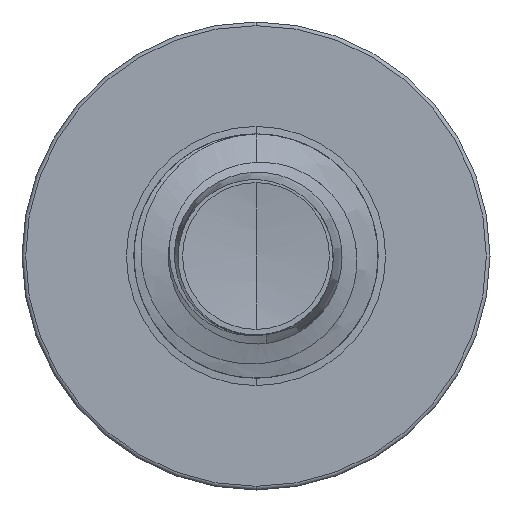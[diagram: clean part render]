
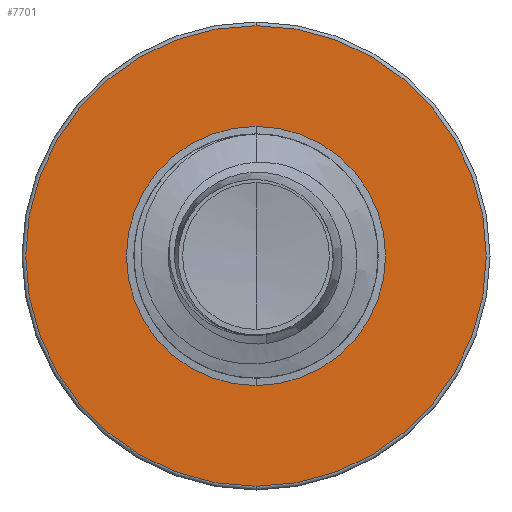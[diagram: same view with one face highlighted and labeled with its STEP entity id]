
A CAD part, front view. The second image highlights one B-rep face of the part: STEP entity #7701.
In plain terms, the highlighted planar face has unit normal (0, -1, 0).
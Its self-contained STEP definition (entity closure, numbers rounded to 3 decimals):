
#404 = CARTESIAN_POINT ( 'NONE',  ( 0., 3.5, 1.132 ) ) ;
#659 = ORIENTED_EDGE ( 'NONE', *, *, #1859, .T. ) ;
#760 = AXIS2_PLACEMENT_3D ( 'NONE', #1612, #12568, #3225 ) ;
#809 = CARTESIAN_POINT ( 'NONE',  ( 0., 3.5, 0.637 ) ) ;
#1281 = VERTEX_POINT ( 'NONE', #18499 ) ;
#1612 = CARTESIAN_POINT ( 'NONE',  ( 0., 3.5, 0. ) ) ;
#1756 = DIRECTION ( 'NONE',  ( 0., 0., 1. ) ) ;
#1782 = DIRECTION ( 'NONE',  ( 0., 1., 0. ) ) ;
#1807 = CARTESIAN_POINT ( 'NONE',  ( 0., 3.5, -0.637 ) ) ;
#1852 = PLANE ( 'NONE',  #6485 ) ;
#1859 = EDGE_CURVE ( 'NONE', #12282, #5610, #5997, .T. ) ;
#2926 = CIRCLE ( 'NONE', #8376, 1.132 ) ;
#3225 = DIRECTION ( 'NONE',  ( 0., 0., 1. ) ) ;
#3537 = AXIS2_PLACEMENT_3D ( 'NONE', #8379, #8331, #8327 ) ;
#5238 = CARTESIAN_POINT ( 'NONE',  ( 0., 3.5, 0. ) ) ;
#5263 = CARTESIAN_POINT ( 'NONE',  ( 0., 3.5, 0. ) ) ;
#5504 = DIRECTION ( 'NONE',  ( 0., 0., 1. ) ) ;
#5520 = VERTEX_POINT ( 'NONE', #404 ) ;
#5610 = VERTEX_POINT ( 'NONE', #809 ) ;
#5869 = EDGE_CURVE ( 'NONE', #1281, #5520, #2926, .T. ) ;
#5997 = CIRCLE ( 'NONE', #8990, 0.637 ) ;
#6225 = EDGE_LOOP ( 'NONE', ( #13714, #659 ) ) ;
#6485 = AXIS2_PLACEMENT_3D ( 'NONE', #1807, #1782, #1756 ) ;
#6596 = CARTESIAN_POINT ( 'NONE',  ( 0., 3.5, -0.637 ) ) ;
#6926 = DIRECTION ( 'NONE',  ( 0., 1., 0. ) ) ;
#7701 = ADVANCED_FACE ( 'NONE', ( #14682, #18194 ), #1852, .F. ) ;
#8279 = CIRCLE ( 'NONE', #3537, 1.132 ) ;
#8327 = DIRECTION ( 'NONE',  ( 0., 0., 1. ) ) ;
#8331 = DIRECTION ( 'NONE',  ( 0., 1., 0. ) ) ;
#8376 = AXIS2_PLACEMENT_3D ( 'NONE', #5238, #6926, #9085 ) ;
#8379 = CARTESIAN_POINT ( 'NONE',  ( 0., 3.5, 0. ) ) ;
#8990 = AXIS2_PLACEMENT_3D ( 'NONE', #5263, #12119, #5504 ) ;
#9014 = CIRCLE ( 'NONE', #760, 0.637 ) ;
#9085 = DIRECTION ( 'NONE',  ( 0., 0., 1. ) ) ;
#12119 = DIRECTION ( 'NONE',  ( 0., 1., 0. ) ) ;
#12282 = VERTEX_POINT ( 'NONE', #6596 ) ;
#12568 = DIRECTION ( 'NONE',  ( 0., 1., 0. ) ) ;
#13060 = ORIENTED_EDGE ( 'NONE', *, *, #13384, .F. ) ;
#13384 = EDGE_CURVE ( 'NONE', #5520, #1281, #8279, .T. ) ;
#13714 = ORIENTED_EDGE ( 'NONE', *, *, #16047, .T. ) ;
#14295 = EDGE_LOOP ( 'NONE', ( #13060, #14425 ) ) ;
#14425 = ORIENTED_EDGE ( 'NONE', *, *, #5869, .F. ) ;
#14682 = FACE_OUTER_BOUND ( 'NONE', #14295, .T. ) ;
#16047 = EDGE_CURVE ( 'NONE', #5610, #12282, #9014, .T. ) ;
#18194 = FACE_BOUND ( 'NONE', #6225, .T. ) ;
#18499 = CARTESIAN_POINT ( 'NONE',  ( 0., 3.5, -1.132 ) ) ;
